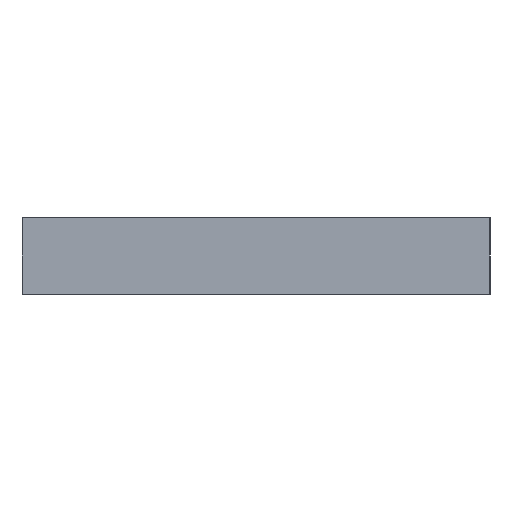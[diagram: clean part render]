
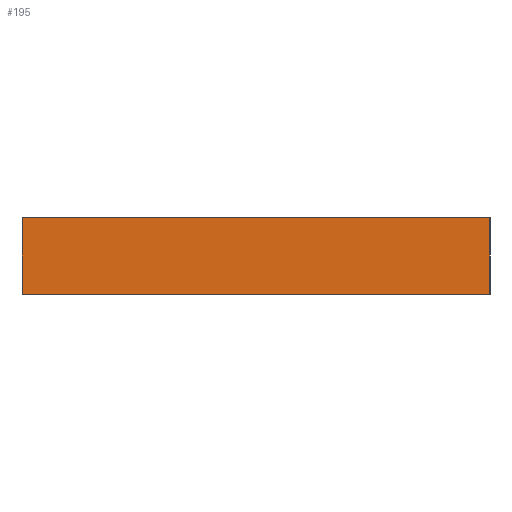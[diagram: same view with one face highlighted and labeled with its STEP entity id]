
A CAD part, left-side view. The second image highlights one B-rep face of the part: STEP entity #195.
In plain terms, the highlighted planar face has unit normal (-1, 0, 0).
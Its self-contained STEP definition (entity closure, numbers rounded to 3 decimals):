
#27=FACE_OUTER_BOUND('',#37,.T.);
#37=EDGE_LOOP('',(#155,#156,#157,#158));
#61=LINE('',#315,#85);
#62=LINE('',#318,#86);
#63=LINE('',#320,#87);
#64=LINE('',#321,#88);
#85=VECTOR('',#259,10.);
#86=VECTOR('',#262,10.);
#87=VECTOR('',#263,10.);
#88=VECTOR('',#264,10.);
#103=VERTEX_POINT('',#311);
#104=VERTEX_POINT('',#313);
#105=VERTEX_POINT('',#317);
#106=VERTEX_POINT('',#319);
#125=EDGE_CURVE('',#103,#104,#61,.T.);
#126=EDGE_CURVE('',#103,#105,#62,.T.);
#127=EDGE_CURVE('',#106,#104,#63,.T.);
#128=EDGE_CURVE('',#105,#106,#64,.T.);
#155=ORIENTED_EDGE('',*,*,#126,.F.);
#156=ORIENTED_EDGE('',*,*,#125,.T.);
#157=ORIENTED_EDGE('',*,*,#127,.F.);
#158=ORIENTED_EDGE('',*,*,#128,.F.);
#185=PLANE('',#220);
#195=ADVANCED_FACE('',(#27),#185,.T.);
#220=AXIS2_PLACEMENT_3D('',#316,#260,#261);
#259=DIRECTION('',(0.,0.,1.));
#260=DIRECTION('center_axis',(-1.,0.,0.));
#261=DIRECTION('ref_axis',(0.,-1.,0.));
#262=DIRECTION('',(0.,1.,0.));
#263=DIRECTION('',(0.,-1.,0.));
#264=DIRECTION('',(0.,0.,1.));
#311=CARTESIAN_POINT('',(-64.984,-45.725,0.));
#313=CARTESIAN_POINT('',(-64.984,-45.725,15.));
#315=CARTESIAN_POINT('',(-64.984,-45.725,0.));
#316=CARTESIAN_POINT('Origin',(-64.984,45.72,0.));
#317=CARTESIAN_POINT('',(-64.984,45.72,0.));
#318=CARTESIAN_POINT('',(-64.984,-45.725,0.));
#319=CARTESIAN_POINT('',(-64.984,45.72,15.));
#320=CARTESIAN_POINT('',(-64.984,-45.725,15.));
#321=CARTESIAN_POINT('',(-64.984,45.72,0.));
